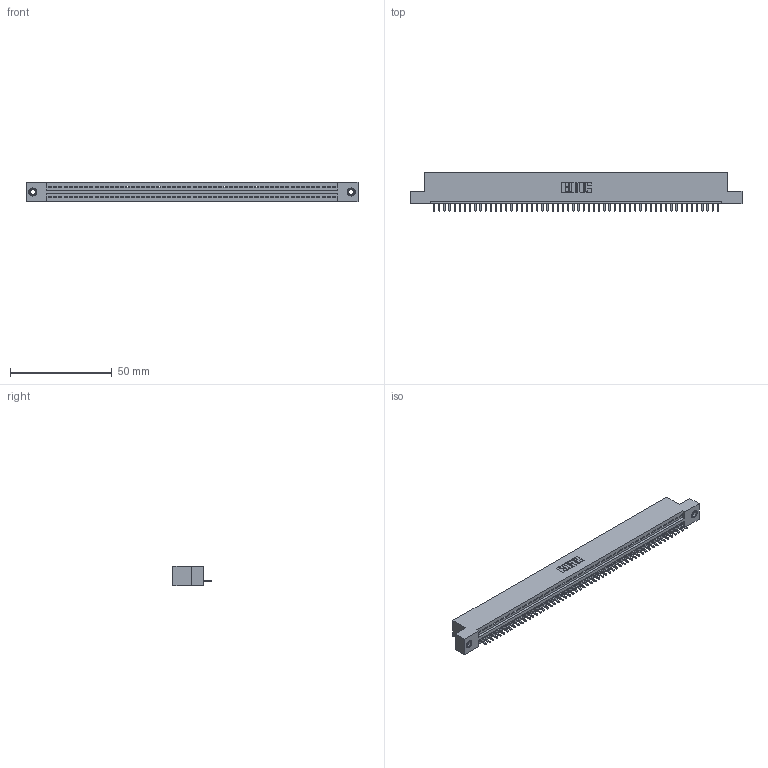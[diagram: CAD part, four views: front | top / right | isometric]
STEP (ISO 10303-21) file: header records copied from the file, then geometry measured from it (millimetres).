
FILE_DESCRIPTION (( 'STEP AP203' ), '1' );
FILE_NAME ('395-056-521-107.STEP', '2018-11-22T01:40:05', ( '' ), ( '' ), 'SwSTEP 2.0', 'SolidWorks 2016', '' );
FILE_SCHEMA (( 'CONFIG_CONTROL_DESIGN' ));
Length unit declared in the file: inch
Products named in the file (4): 345 Part_Flush Mounting Lugs - 0.156 Dia-TI; 345-292-001_345-293-121; 395-056-521-107; 345-250-001_345-250-005-103
Assembly tree (59 placements, depth 2):
  395-056-521-107
    345 Part_Flush Mounting Lugs - 0.156 Dia-TI
    345-292-001_345-293-121  x56
    345-250-001_345-250-005-103  x2
Bounding box: 163.45 x 18.72 x 9.4 mm (x, y, z)
Volume: 15466.4 mm3; surface area: 20153.1 mm2
Topology: 59 solids, 59 shells, 3434 faces, 10333 edges, 6806 vertices
Faces by surface type: plane 2352, cylinder 1066, cone 12, torus 4
Entity records: 41466 total; most frequent: CARTESIAN_POINT 7163, ORIENTED_EDGE 7146, DIRECTION 6263, EDGE_CURVE 3573, LINE 3197, VECTOR 3197, VERTEX_POINT 2376, AXIS2_PLACEMENT_3D 1533
